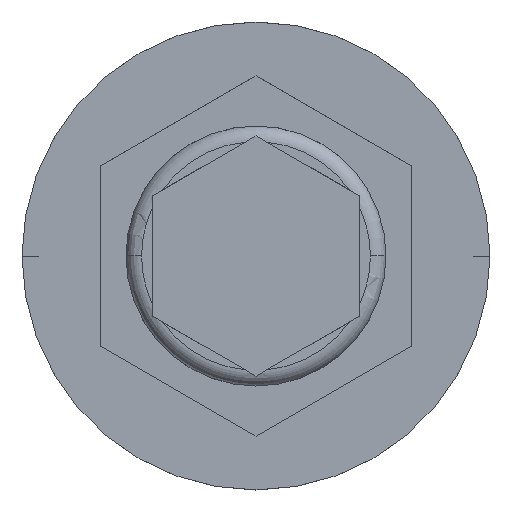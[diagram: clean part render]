
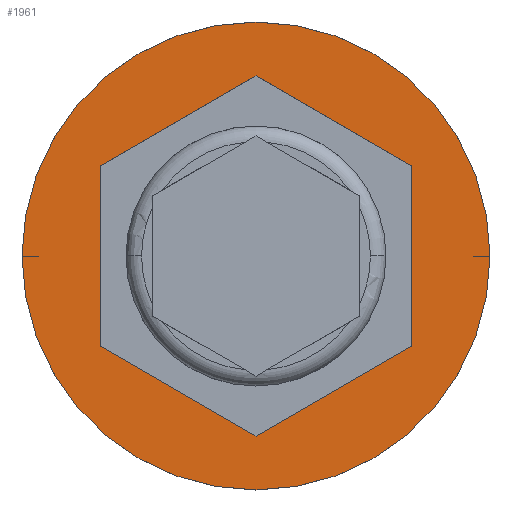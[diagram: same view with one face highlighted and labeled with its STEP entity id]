
A CAD part, top view. The second image highlights one B-rep face of the part: STEP entity #1961.
In plain terms, the highlighted planar face has unit normal (0, 0, 1).
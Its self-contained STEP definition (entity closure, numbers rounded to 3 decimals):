
#3 = LINE ( 'NONE', #2335, #1862 ) ;
#18 = DIRECTION ( 'NONE',  ( 0., 1., 0. ) ) ;
#29 = VECTOR ( 'NONE', #2194, 1000. ) ;
#52 = VECTOR ( 'NONE', #1345, 1000. ) ;
#92 = VECTOR ( 'NONE', #18, 1000. ) ;
#125 = DIRECTION ( 'NONE',  ( 1., 0., 0. ) ) ;
#150 = EDGE_LOOP ( 'NONE', ( #2481, #2501 ) ) ;
#251 = DIRECTION ( 'NONE',  ( 1., 0., 0. ) ) ;
#325 = EDGE_CURVE ( 'NONE', #1028, #428, #1001, .T. ) ;
#340 = EDGE_CURVE ( 'NONE', #2034, #514, #1279, .T. ) ;
#428 = VERTEX_POINT ( 'NONE', #2092 ) ;
#439 = CARTESIAN_POINT ( 'NONE',  ( -3., 1.732, 0. ) ) ;
#490 = ORIENTED_EDGE ( 'NONE', *, *, #325, .F. ) ;
#514 = VERTEX_POINT ( 'NONE', #1497 ) ;
#531 = DIRECTION ( 'NONE',  ( 1., 0., 0. ) ) ;
#710 = PLANE ( 'NONE',  #2505 ) ;
#721 = CIRCLE ( 'NONE', #996, 4.5 ) ;
#748 = EDGE_CURVE ( 'NONE', #1738, #1452, #2342, .T. ) ;
#758 = CARTESIAN_POINT ( 'NONE',  ( -3., 1.732, 0. ) ) ;
#759 = CARTESIAN_POINT ( 'NONE',  ( 3., 1.732, 0. ) ) ;
#799 = LINE ( 'NONE', #1621, #92 ) ;
#831 = VECTOR ( 'NONE', #2081, 1000. ) ;
#841 = DIRECTION ( 'NONE',  ( 0.866, 0.5, 0. ) ) ;
#896 = FACE_BOUND ( 'NONE', #1958, .T. ) ;
#996 = AXIS2_PLACEMENT_3D ( 'NONE', #1690, #1874, #125 ) ;
#1001 = LINE ( 'NONE', #2379, #1036 ) ;
#1028 = VERTEX_POINT ( 'NONE', #2069 ) ;
#1036 = VECTOR ( 'NONE', #841, 1000. ) ;
#1056 = EDGE_CURVE ( 'NONE', #2472, #1526, #1877, .T. ) ;
#1142 = ORIENTED_EDGE ( 'NONE', *, *, #748, .F. ) ;
#1206 = CARTESIAN_POINT ( 'NONE',  ( 0., 3.464, 0. ) ) ;
#1220 = DIRECTION ( 'NONE',  ( 0., 0., 1. ) ) ;
#1239 = AXIS2_PLACEMENT_3D ( 'NONE', #2404, #1220, #251 ) ;
#1279 = CIRCLE ( 'NONE', #1239, 4.5 ) ;
#1338 = CARTESIAN_POINT ( 'NONE',  ( -4.5, 0., 0. ) ) ;
#1343 = ORIENTED_EDGE ( 'NONE', *, *, #1569, .F. ) ;
#1345 = DIRECTION ( 'NONE',  ( 0., -1., 0. ) ) ;
#1444 = CARTESIAN_POINT ( 'NONE',  ( 0., 3.464, 0. ) ) ;
#1452 = VERTEX_POINT ( 'NONE', #2078 ) ;
#1457 = EDGE_CURVE ( 'NONE', #514, #2034, #721, .T. ) ;
#1493 = CARTESIAN_POINT ( 'NONE',  ( 0., 0., 0. ) ) ;
#1497 = CARTESIAN_POINT ( 'NONE',  ( 4.5, 0., 0. ) ) ;
#1499 = ORIENTED_EDGE ( 'NONE', *, *, #2532, .F. ) ;
#1510 = CARTESIAN_POINT ( 'NONE',  ( 3., 1.732, 0. ) ) ;
#1526 = VERTEX_POINT ( 'NONE', #1444 ) ;
#1569 = EDGE_CURVE ( 'NONE', #1452, #1028, #3, .T. ) ;
#1599 = LINE ( 'NONE', #1206, #29 ) ;
#1621 = CARTESIAN_POINT ( 'NONE',  ( 3., -1.732, 0. ) ) ;
#1690 = CARTESIAN_POINT ( 'NONE',  ( 0., 0., 0. ) ) ;
#1738 = VERTEX_POINT ( 'NONE', #439 ) ;
#1793 = ORIENTED_EDGE ( 'NONE', *, *, #1056, .F. ) ;
#1823 = EDGE_CURVE ( 'NONE', #428, #2472, #799, .T. ) ;
#1862 = VECTOR ( 'NONE', #2519, 1000. ) ;
#1874 = DIRECTION ( 'NONE',  ( 0., 0., 1. ) ) ;
#1877 = LINE ( 'NONE', #1510, #831 ) ;
#1958 = EDGE_LOOP ( 'NONE', ( #1793, #2417, #490, #1343, #1142, #1499 ) ) ;
#1961 = ADVANCED_FACE ( 'NONE', ( #896, #2464 ), #710, .T. ) ;
#2034 = VERTEX_POINT ( 'NONE', #1338 ) ;
#2069 = CARTESIAN_POINT ( 'NONE',  ( 0., -3.464, 0. ) ) ;
#2078 = CARTESIAN_POINT ( 'NONE',  ( -3., -1.732, 0. ) ) ;
#2081 = DIRECTION ( 'NONE',  ( -0.866, 0.5, 0. ) ) ;
#2092 = CARTESIAN_POINT ( 'NONE',  ( 3., -1.732, 0. ) ) ;
#2194 = DIRECTION ( 'NONE',  ( -0.866, -0.5, 0. ) ) ;
#2284 = DIRECTION ( 'NONE',  ( 0., 0., 1. ) ) ;
#2335 = CARTESIAN_POINT ( 'NONE',  ( -3., -1.732, 0. ) ) ;
#2342 = LINE ( 'NONE', #758, #52 ) ;
#2379 = CARTESIAN_POINT ( 'NONE',  ( 0., -3.464, 0. ) ) ;
#2404 = CARTESIAN_POINT ( 'NONE',  ( 0., 0., 0. ) ) ;
#2417 = ORIENTED_EDGE ( 'NONE', *, *, #1823, .F. ) ;
#2464 = FACE_OUTER_BOUND ( 'NONE', #150, .T. ) ;
#2472 = VERTEX_POINT ( 'NONE', #759 ) ;
#2481 = ORIENTED_EDGE ( 'NONE', *, *, #1457, .T. ) ;
#2501 = ORIENTED_EDGE ( 'NONE', *, *, #340, .T. ) ;
#2505 = AXIS2_PLACEMENT_3D ( 'NONE', #1493, #2284, #531 ) ;
#2519 = DIRECTION ( 'NONE',  ( 0.866, -0.5, 0. ) ) ;
#2532 = EDGE_CURVE ( 'NONE', #1526, #1738, #1599, .T. ) ;
